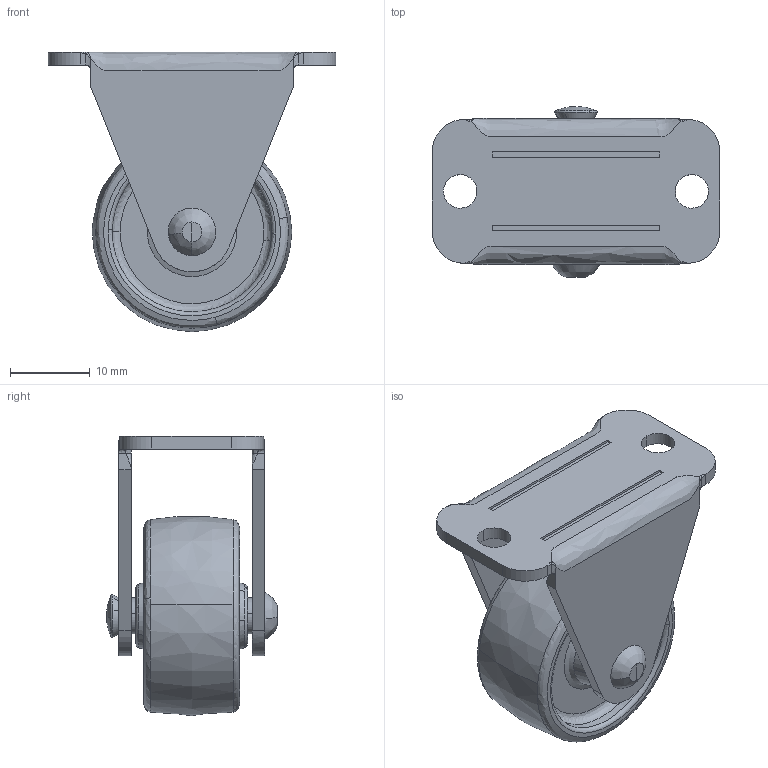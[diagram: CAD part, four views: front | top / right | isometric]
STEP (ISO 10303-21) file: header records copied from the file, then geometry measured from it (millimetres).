
FILE_DESCRIPTION((''),'2;1');
FILE_NAME('','2005-12-15T17:30:02',(''),(''),'','CADfix','');
FILE_SCHEMA(('AUTOMOTIVE_DESIGN'));
Length unit declared in the file: millimetre
Products named in the file (4): wheel; body; axle; No_420_R_N25_1_178_36
Assembly tree (3 placements, depth 2):
  No_420_R_N25_1_178_36
    wheel
    body
    axle
Bounding box: 36 x 21.41 x 35 mm (x, y, z)
Volume: 6948.6 mm3; surface area: 5911.6 mm2
Topology: 3 solids, 3 shells, 122 faces, 381 edges, 261 vertices
Faces by surface type: bspline 122
Entity records: 5365 total; most frequent: CARTESIAN_POINT 3300, ORIENTED_EDGE 738, EDGE_CURVE 369, VERTEX_POINT 261, EDGE_LOOP 140, FACE_OUTER_BOUND 122, ADVANCED_FACE 122, QUASI_UNIFORM_CURVE 116
